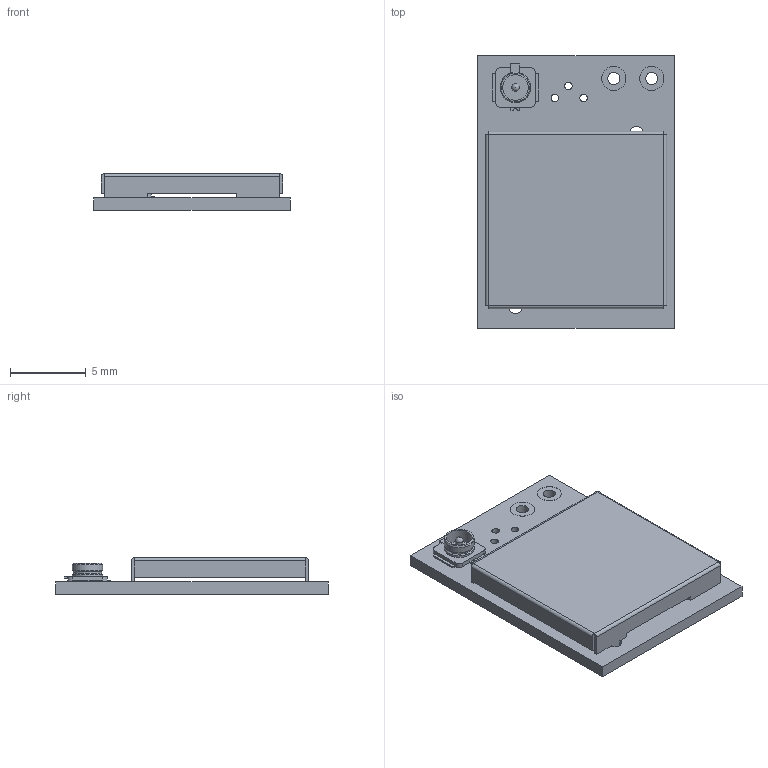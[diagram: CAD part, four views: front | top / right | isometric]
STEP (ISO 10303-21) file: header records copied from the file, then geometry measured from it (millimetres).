
FILE_DESCRIPTION(/* description */ (''),/* implementation_level */ '2;1');
FILE_NAME(/* name */ 'LRA1 v4.step',/* time_stamp */ '2019-12-25T20:22:56+09:00',/* author */ (''),/* organization */ (''),/* preprocessor_version */ 'ST-DEVELOPER v18',/* originating_system */ 'Autodesk Translation Framework v8.12.0.6',/* authorisation */ '');
FILE_SCHEMA (('AUTOMOTIVE_DESIGN { 1 0 10303 214 3 1 1 }'));
Length unit declared in the file: millimetre
Products named in the file (4): LRA1; LoRa_i2PA0053AA_SWなし; ipex; Fusion
Assembly tree (3 placements, depth 3):
  LRA1
    LoRa_i2PA0053AA_SWなし
    ipex
      Fusion
Bounding box: 13 x 18 x 2.41 mm (x, y, z)
Volume: 226.8 mm3; surface area: 954.5 mm2
Topology: 3 solids, 3 shells, 290 faces, 724 edges, 476 vertices
Faces by surface type: plane 260, cylinder 26, cone 3, sphere 1
Full cylindrical faces by diameter (mm): 0.5 x4, 0.8 x2, 0.9 x2, 1.6 x2, 1.7 x1, 1.855 x1, 2 x2
Entity records: 8745 total; most frequent: CARTESIAN_POINT 1496, ORIENTED_EDGE 1446, DIRECTION 1383, EDGE_CURVE 723, LINE 657, VECTOR 657, VERTEX_POINT 476, AXIS2_PLACEMENT_3D 363
